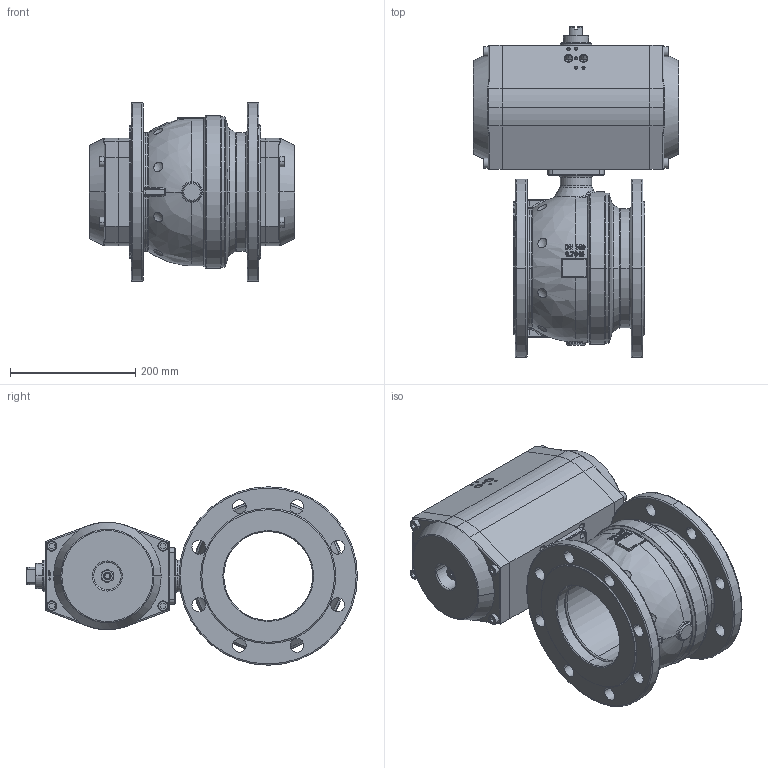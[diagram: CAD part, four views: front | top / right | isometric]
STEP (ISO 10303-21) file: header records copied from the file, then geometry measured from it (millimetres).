
FILE_DESCRIPTION(('STEP AP214'),'1');
FILE_NAME('valve_akp75-150-16-b-gte143-8f.stp','2018-04-23T11:53:41',('TraceParts'),('TraceParts S.A.'),'Spatial InterOp 3D',' ',' ');
FILE_SCHEMA(('automotive_design'));
Length unit declared in the file: millimetre
Products named in the file (21): valve_akp75-150-16-b-gte143-8f_1; valve_akp75-150-16-b-gte143-8f_2; valve_akp75-150-16-b-gte143-8f_3; valve_akp75-150-16-b-gte143-8f_4; valve_akp75-150-16-b-gte143-8f_5; valve_akp75-150-16-b-gte143-8f_6; valve_akp75-150-16-b-gte143-8f_7; valve_akp75-150-16-b-gte143-8f_8; valve_akp75-150-16-b-gte143-8f_9; valve_akp75-150-16-b-gte143-8f_10; valve_akp75-150-16-b-gte143-8f_11; valve_akp75-150-16-b-gte143-8f_12; valve_akp75-150-16-b-gte143-8f_13; valve_akp75-150-16-b-gte143-8f_14; valve_akp75-150-16-b-gte143-8f_15; valve_akp75-150-16-b-gte143-8f_16; valve_akp75-150-16-b-gte143-8f_17; valve_akp75-150-16-b-gte143-8f_18; valve_akp75-150-16-b-gte143-8f_19; valve_akp75-150-16-b-gte143-8f_20; valve_akp75-150-16-b-gte143-8f_21
Bounding box: 329 x 528.5 x 285 mm (x, y, z)
Volume: 10198961.4 mm3; surface area: 1019761.3 mm2
Topology: 21 solids, 21 shells, 1255 faces, 3115 edges, 1952 vertices
Faces by surface type: plane 450, cylinder 379, cone 197, bspline 103, torus 98, sphere 28
Entity records: 51722 total; most frequent: CARTESIAN_POINT 11389, DIRECTION 6359, ORIENTED_EDGE 6106, EDGE_CURVE 3053, AXIS2_PLACEMENT_3D 2425, VERTEX_POINT 1952, LINE 1509, VECTOR 1509
